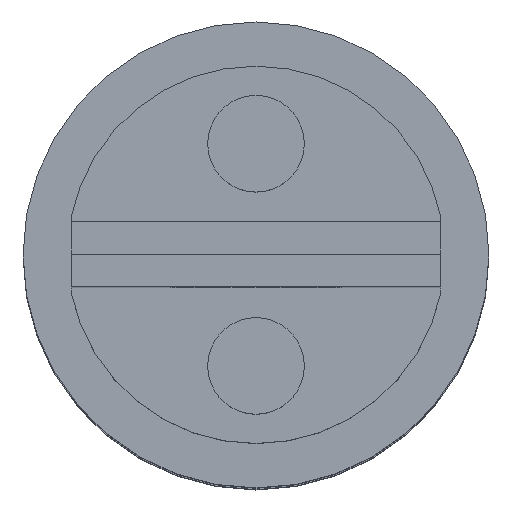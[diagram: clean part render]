
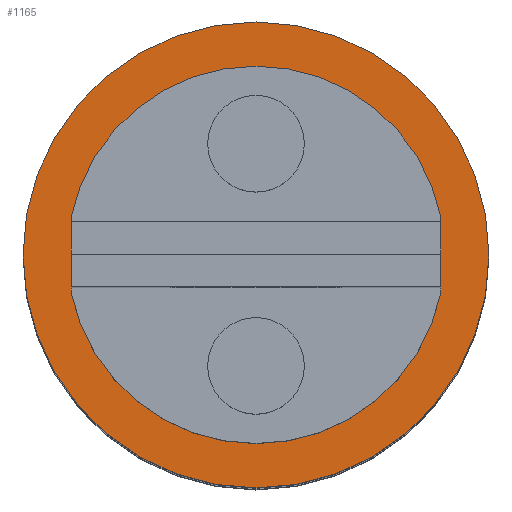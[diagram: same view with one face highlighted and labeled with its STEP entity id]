
A CAD part, top view. The second image highlights one B-rep face of the part: STEP entity #1165.
In plain terms, the highlighted planar face has unit normal (0, 0, 1).
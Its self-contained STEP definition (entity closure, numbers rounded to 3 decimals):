
#19 = ORIENTED_EDGE ( 'NONE', *, *, #1470, .F. ) ;
#41 = CARTESIAN_POINT ( 'NONE',  ( 0., 0., 30.5 ) ) ;
#96 = ORIENTED_EDGE ( 'NONE', *, *, #2346, .F. ) ;
#112 = EDGE_CURVE ( 'NONE', #2061, #1544, #2712, .T. ) ;
#217 = EDGE_CURVE ( 'NONE', #2662, #2206, #1296, .T. ) ;
#331 = ORIENTED_EDGE ( 'NONE', *, *, #2434, .T. ) ;
#358 = AXIS2_PLACEMENT_3D ( 'NONE', #1482, #2312, #936 ) ;
#410 = DIRECTION ( 'NONE',  ( 0., 0., 1. ) ) ;
#418 = CARTESIAN_POINT ( 'NONE',  ( 12.05, 0., 30.5 ) ) ;
#465 = CARTESIAN_POINT ( 'NONE',  ( 2.5, -5.746, 30.5 ) ) ;
#486 = PLANE ( 'NONE',  #2380 ) ;
#500 = DIRECTION ( 'NONE',  ( 0., 0., 1. ) ) ;
#590 = CARTESIAN_POINT ( 'NONE',  ( -2.5, -5.746, 30.5 ) ) ;
#641 = CARTESIAN_POINT ( 'NONE',  ( 0., -5.746, 30.5 ) ) ;
#710 = CIRCLE ( 'NONE', #358, 2.5 ) ;
#714 = AXIS2_PLACEMENT_3D ( 'NONE', #2682, #1641, #2471 ) ;
#720 = AXIS2_PLACEMENT_3D ( 'NONE', #1904, #410, #823 ) ;
#823 = DIRECTION ( 'NONE',  ( 1., 0., 0. ) ) ;
#936 = DIRECTION ( 'NONE',  ( -1., 0., 0. ) ) ;
#1007 = VERTEX_POINT ( 'NONE', #418 ) ;
#1081 = FACE_BOUND ( 'NONE', #1736, .T. ) ;
#1144 = ORIENTED_EDGE ( 'NONE', *, *, #112, .F. ) ;
#1165 = ADVANCED_FACE ( 'NONE', ( #1540, #1081, #2369 ), #486, .T. ) ;
#1282 = DIRECTION ( 'NONE',  ( 0., 0., 1. ) ) ;
#1296 = CIRCLE ( 'NONE', #1432, 2.5 ) ;
#1298 = CARTESIAN_POINT ( 'NONE',  ( -12.05, 0., 30.5 ) ) ;
#1323 = DIRECTION ( 'NONE',  ( 0., 0., 1. ) ) ;
#1336 = CARTESIAN_POINT ( 'NONE',  ( 2.5, 5.746, 30.5 ) ) ;
#1347 = ORIENTED_EDGE ( 'NONE', *, *, #217, .F. ) ;
#1432 = AXIS2_PLACEMENT_3D ( 'NONE', #641, #1282, #1864 ) ;
#1443 = DIRECTION ( 'NONE',  ( 0., 0., 1. ) ) ;
#1459 = CARTESIAN_POINT ( 'NONE',  ( 0., 5.746, 30.5 ) ) ;
#1470 = EDGE_CURVE ( 'NONE', #1544, #2061, #2189, .T. ) ;
#1482 = CARTESIAN_POINT ( 'NONE',  ( 0., -5.746, 30.5 ) ) ;
#1489 = EDGE_LOOP ( 'NONE', ( #331, #1663 ) ) ;
#1491 = EDGE_CURVE ( 'NONE', #1007, #2251, #2717, .T. ) ;
#1540 = FACE_BOUND ( 'NONE', #1703, .T. ) ;
#1544 = VERTEX_POINT ( 'NONE', #1336 ) ;
#1566 = CARTESIAN_POINT ( 'NONE',  ( -2.5, 5.746, 30.5 ) ) ;
#1624 = CIRCLE ( 'NONE', #720, 12.05 ) ;
#1641 = DIRECTION ( 'NONE',  ( 0., 0., 1. ) ) ;
#1663 = ORIENTED_EDGE ( 'NONE', *, *, #1491, .T. ) ;
#1703 = EDGE_LOOP ( 'NONE', ( #96, #1347 ) ) ;
#1736 = EDGE_LOOP ( 'NONE', ( #1144, #19 ) ) ;
#1747 = CARTESIAN_POINT ( 'NONE',  ( 0., 0., 30.5 ) ) ;
#1864 = DIRECTION ( 'NONE',  ( -1., 0., 0. ) ) ;
#1904 = CARTESIAN_POINT ( 'NONE',  ( 0., 0., 30.5 ) ) ;
#2061 = VERTEX_POINT ( 'NONE', #1566 ) ;
#2151 = DIRECTION ( 'NONE',  ( 1., 0., 0. ) ) ;
#2189 = CIRCLE ( 'NONE', #714, 2.5 ) ;
#2206 = VERTEX_POINT ( 'NONE', #590 ) ;
#2251 = VERTEX_POINT ( 'NONE', #1298 ) ;
#2280 = DIRECTION ( 'NONE',  ( 1., 0., 0. ) ) ;
#2312 = DIRECTION ( 'NONE',  ( 0., 0., 1. ) ) ;
#2346 = EDGE_CURVE ( 'NONE', #2206, #2662, #710, .T. ) ;
#2369 = FACE_OUTER_BOUND ( 'NONE', #1489, .T. ) ;
#2380 = AXIS2_PLACEMENT_3D ( 'NONE', #41, #500, #2151 ) ;
#2434 = EDGE_CURVE ( 'NONE', #2251, #1007, #1624, .T. ) ;
#2471 = DIRECTION ( 'NONE',  ( 1., 0., 0. ) ) ;
#2537 = DIRECTION ( 'NONE',  ( 1., 0., 0. ) ) ;
#2566 = AXIS2_PLACEMENT_3D ( 'NONE', #1459, #1443, #2280 ) ;
#2591 = AXIS2_PLACEMENT_3D ( 'NONE', #1747, #1323, #2537 ) ;
#2662 = VERTEX_POINT ( 'NONE', #465 ) ;
#2682 = CARTESIAN_POINT ( 'NONE',  ( 0., 5.746, 30.5 ) ) ;
#2712 = CIRCLE ( 'NONE', #2566, 2.5 ) ;
#2717 = CIRCLE ( 'NONE', #2591, 12.05 ) ;
